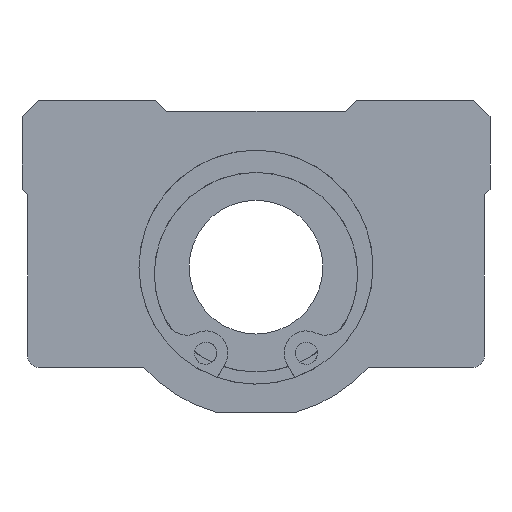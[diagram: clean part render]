
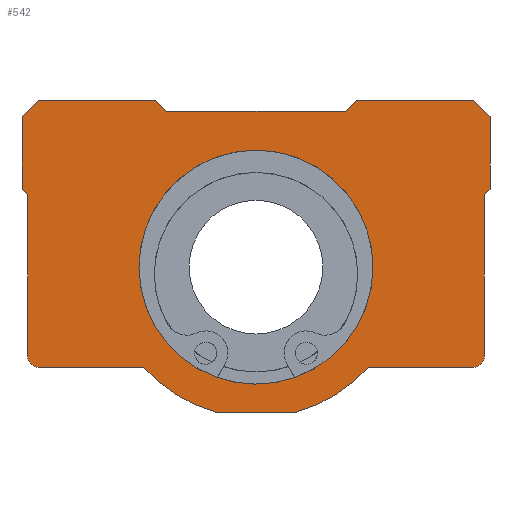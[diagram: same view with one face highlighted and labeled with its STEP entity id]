
A CAD part, left-side view. The second image highlights one B-rep face of the part: STEP entity #542.
In plain terms, the highlighted planar face has unit normal (-1, 0, 0).
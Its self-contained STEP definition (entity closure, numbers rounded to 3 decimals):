
#459=CIRCLE('',#4439,10.5);
#467=CIRCLE('',#4453,1.);
#474=CIRCLE('',#4463,1.);
#475=CIRCLE('',#4465,13.5);
#476=CIRCLE('',#4466,13.5);
#542=ADVANCED_FACE('',(#926,#927),#766,.F.);
#766=PLANE('',#4467);
#926=FACE_BOUND('',#1061,.T.);
#927=FACE_BOUND('',#1062,.T.);
#1061=EDGE_LOOP('',(#2258,#2259,#2260,#2261,#2262,#2263,#2264,#2265,#2266,
#2267,#2268,#2269,#2270,#2271,#2272,#2273,#2274,#2275,#2276,#2277));
#1062=EDGE_LOOP('',(#2278));
#1308=LINE('',#5772,#1596);
#1351=LINE('',#6170,#1639);
#1400=LINE('',#6603,#1688);
#1415=LINE('',#6648,#1703);
#1416=LINE('',#6652,#1704);
#1417=LINE('',#6653,#1705);
#1418=LINE('',#6655,#1706);
#1419=LINE('',#6657,#1707);
#1420=LINE('',#6659,#1708);
#1421=LINE('',#6661,#1709);
#1422=LINE('',#6663,#1710);
#1423=LINE('',#6665,#1711);
#1424=LINE('',#6667,#1712);
#1425=LINE('',#6669,#1713);
#1426=LINE('',#6671,#1714);
#1427=LINE('',#6673,#1715);
#1596=VECTOR('',#4642,1.);
#1639=VECTOR('',#4687,1.);
#1688=VECTOR('',#4944,1.);
#1703=VECTOR('',#4981,1.);
#1704=VECTOR('',#4984,1.);
#1705=VECTOR('',#4985,1.);
#1706=VECTOR('',#4986,1.);
#1707=VECTOR('',#4987,1.);
#1708=VECTOR('',#4988,1.);
#1709=VECTOR('',#4989,1.);
#1710=VECTOR('',#4990,1.);
#1711=VECTOR('',#4991,1.);
#1712=VECTOR('',#4992,1.);
#1713=VECTOR('',#4993,1.);
#1714=VECTOR('',#4994,1.);
#1715=VECTOR('',#4995,1.);
#2258=ORIENTED_EDGE('',*,*,#3725,.F.);
#2259=ORIENTED_EDGE('',*,*,#3728,.F.);
#2260=ORIENTED_EDGE('',*,*,#3750,.F.);
#2261=ORIENTED_EDGE('',*,*,#3751,.F.);
#2262=ORIENTED_EDGE('',*,*,#3752,.F.);
#2263=ORIENTED_EDGE('',*,*,#3753,.F.);
#2264=ORIENTED_EDGE('',*,*,#3748,.F.);
#2265=ORIENTED_EDGE('',*,*,#3595,.F.);
#2266=ORIENTED_EDGE('',*,*,#3754,.F.);
#2267=ORIENTED_EDGE('',*,*,#3755,.F.);
#2268=ORIENTED_EDGE('',*,*,#3756,.F.);
#2269=ORIENTED_EDGE('',*,*,#3757,.F.);
#2270=ORIENTED_EDGE('',*,*,#3758,.F.);
#2271=ORIENTED_EDGE('',*,*,#3759,.F.);
#2272=ORIENTED_EDGE('',*,*,#3760,.F.);
#2273=ORIENTED_EDGE('',*,*,#3761,.F.);
#2274=ORIENTED_EDGE('',*,*,#3762,.F.);
#2275=ORIENTED_EDGE('',*,*,#3763,.F.);
#2276=ORIENTED_EDGE('',*,*,#3764,.F.);
#2277=ORIENTED_EDGE('',*,*,#3529,.F.);
#2278=ORIENTED_EDGE('',*,*,#3716,.T.);
#3134=VERTEX_POINT('',#5770);
#3136=VERTEX_POINT('',#5773);
#3199=VERTEX_POINT('',#6165);
#3201=VERTEX_POINT('',#6169);
#3293=VERTEX_POINT('',#6580);
#3295=VERTEX_POINT('',#6596);
#3297=VERTEX_POINT('',#6602);
#3315=VERTEX_POINT('',#6643);
#3316=VERTEX_POINT('',#6647);
#3317=VERTEX_POINT('',#6649);
#3318=VERTEX_POINT('',#6651);
#3319=VERTEX_POINT('',#6654);
#3320=VERTEX_POINT('',#6656);
#3321=VERTEX_POINT('',#6658);
#3322=VERTEX_POINT('',#6660);
#3323=VERTEX_POINT('',#6662);
#3324=VERTEX_POINT('',#6664);
#3325=VERTEX_POINT('',#6666);
#3326=VERTEX_POINT('',#6668);
#3327=VERTEX_POINT('',#6670);
#3328=VERTEX_POINT('',#6672);
#3529=EDGE_CURVE('',#3134,#3136,#1308,.T.);
#3595=EDGE_CURVE('',#3201,#3199,#1351,.T.);
#3716=EDGE_CURVE('',#3293,#3293,#459,.T.);
#3725=EDGE_CURVE('',#3295,#3134,#467,.T.);
#3728=EDGE_CURVE('',#3297,#3295,#1400,.T.);
#3748=EDGE_CURVE('',#3199,#3315,#474,.T.);
#3750=EDGE_CURVE('',#3316,#3297,#475,.T.);
#3751=EDGE_CURVE('',#3317,#3316,#1415,.T.);
#3752=EDGE_CURVE('',#3318,#3317,#476,.T.);
#3753=EDGE_CURVE('',#3315,#3318,#1416,.T.);
#3754=EDGE_CURVE('',#3319,#3201,#1417,.T.);
#3755=EDGE_CURVE('',#3320,#3319,#1418,.T.);
#3756=EDGE_CURVE('',#3321,#3320,#1419,.T.);
#3757=EDGE_CURVE('',#3322,#3321,#1420,.T.);
#3758=EDGE_CURVE('',#3323,#3322,#1421,.T.);
#3759=EDGE_CURVE('',#3324,#3323,#1422,.T.);
#3760=EDGE_CURVE('',#3325,#3324,#1423,.T.);
#3761=EDGE_CURVE('',#3326,#3325,#1424,.T.);
#3762=EDGE_CURVE('',#3327,#3326,#1425,.T.);
#3763=EDGE_CURVE('',#3328,#3327,#1426,.T.);
#3764=EDGE_CURVE('',#3136,#3328,#1427,.T.);
#4439=AXIS2_PLACEMENT_3D('',#6579,#4909,#4910);
#4453=AXIS2_PLACEMENT_3D('',#6597,#4938,#4939);
#4463=AXIS2_PLACEMENT_3D('',#6642,#4974,#4975);
#4465=AXIS2_PLACEMENT_3D('',#6646,#4979,#4980);
#4466=AXIS2_PLACEMENT_3D('',#6650,#4982,#4983);
#4467=AXIS2_PLACEMENT_3D('',#6674,#4996,#4997);
#4642=DIRECTION('',(0.,0.,1.));
#4687=DIRECTION('',(0.,0.,-1.));
#4909=DIRECTION('',(1.,0.,0.));
#4910=DIRECTION('',(0.,-1.,0.));
#4938=DIRECTION('',(1.,0.,0.));
#4939=DIRECTION('',(0.,0.707,-0.707));
#4944=DIRECTION('',(0.,1.,0.));
#4974=DIRECTION('',(1.,0.,0.));
#4975=DIRECTION('',(0.,-0.707,-0.707));
#4979=DIRECTION('',(1.,0.,0.));
#4980=DIRECTION('',(0.,0.,-1.));
#4981=DIRECTION('',(0.,1.,0.));
#4982=DIRECTION('',(1.,0.,0.));
#4983=DIRECTION('',(0.,0.,-1.));
#4984=DIRECTION('',(0.,1.,0.));
#4985=DIRECTION('',(0.,0.707,-0.707));
#4986=DIRECTION('',(0.,0.,-1.));
#4987=DIRECTION('',(0.,-0.707,-0.707));
#4988=DIRECTION('',(0.,-1.,0.));
#4989=DIRECTION('',(0.,-0.707,0.707));
#4990=DIRECTION('',(0.,-1.,0.));
#4991=DIRECTION('',(0.,-0.707,-0.707));
#4992=DIRECTION('',(0.,-1.,0.));
#4993=DIRECTION('',(0.,-0.707,0.707));
#4994=DIRECTION('',(0.,0.,1.));
#4995=DIRECTION('',(0.,0.707,0.707));
#4996=DIRECTION('',(1.,0.,0.));
#4997=DIRECTION('',(0.,0.,-1.));
#5770=CARTESIAN_POINT('',(0.,20.5,-8.));
#5772=CARTESIAN_POINT('',(0.,20.5,-8.));
#5773=CARTESIAN_POINT('',(0.,20.5,6.5));
#6165=CARTESIAN_POINT('',(0.,-20.5,-8.));
#6169=CARTESIAN_POINT('',(0.,-20.5,6.5));
#6170=CARTESIAN_POINT('',(0.,-20.5,6.));
#6579=CARTESIAN_POINT('',(0.,0.,0.));
#6580=CARTESIAN_POINT('',(0.,10.5,0.));
#6596=CARTESIAN_POINT('',(0.,19.5,-9.));
#6597=CARTESIAN_POINT('',(0.,19.5,-8.));
#6602=CARTESIAN_POINT('',(0.,10.062,-9.));
#6603=CARTESIAN_POINT('',(0.,11.369,-9.));
#6642=CARTESIAN_POINT('',(0.,-19.5,-8.));
#6643=CARTESIAN_POINT('',(0.,-19.5,-9.));
#6646=CARTESIAN_POINT('',(0.,0.,0.));
#6647=CARTESIAN_POINT('',(0.,3.64,-13.));
#6648=CARTESIAN_POINT('',(0.,0.,-13.));
#6649=CARTESIAN_POINT('',(0.,-3.64,-13.));
#6650=CARTESIAN_POINT('',(0.,0.,0.));
#6651=CARTESIAN_POINT('',(0.,-10.062,-9.));
#6652=CARTESIAN_POINT('',(0.,-19.5,-9.));
#6653=CARTESIAN_POINT('',(0.,-21.,7.));
#6654=CARTESIAN_POINT('',(0.,-21.,7.));
#6655=CARTESIAN_POINT('',(0.,-21.,13.5));
#6656=CARTESIAN_POINT('',(0.,-21.,13.5));
#6657=CARTESIAN_POINT('',(0.,-19.5,15.));
#6658=CARTESIAN_POINT('',(0.,-19.5,15.));
#6659=CARTESIAN_POINT('',(0.,-9.,15.));
#6660=CARTESIAN_POINT('',(0.,-9.,15.));
#6661=CARTESIAN_POINT('',(0.,-8.,14.));
#6662=CARTESIAN_POINT('',(0.,-8.,14.));
#6663=CARTESIAN_POINT('',(0.,8.,14.));
#6664=CARTESIAN_POINT('',(0.,8.,14.));
#6665=CARTESIAN_POINT('',(0.,9.,15.));
#6666=CARTESIAN_POINT('',(0.,9.,15.));
#6667=CARTESIAN_POINT('',(0.,19.5,15.));
#6668=CARTESIAN_POINT('',(0.,19.5,15.));
#6669=CARTESIAN_POINT('',(0.,21.,13.5));
#6670=CARTESIAN_POINT('',(0.,21.,13.5));
#6671=CARTESIAN_POINT('',(0.,21.,6.5));
#6672=CARTESIAN_POINT('',(0.,21.,7.));
#6673=CARTESIAN_POINT('',(0.,20.5,6.5));
#6674=CARTESIAN_POINT('',(0.,0.,1.65));
